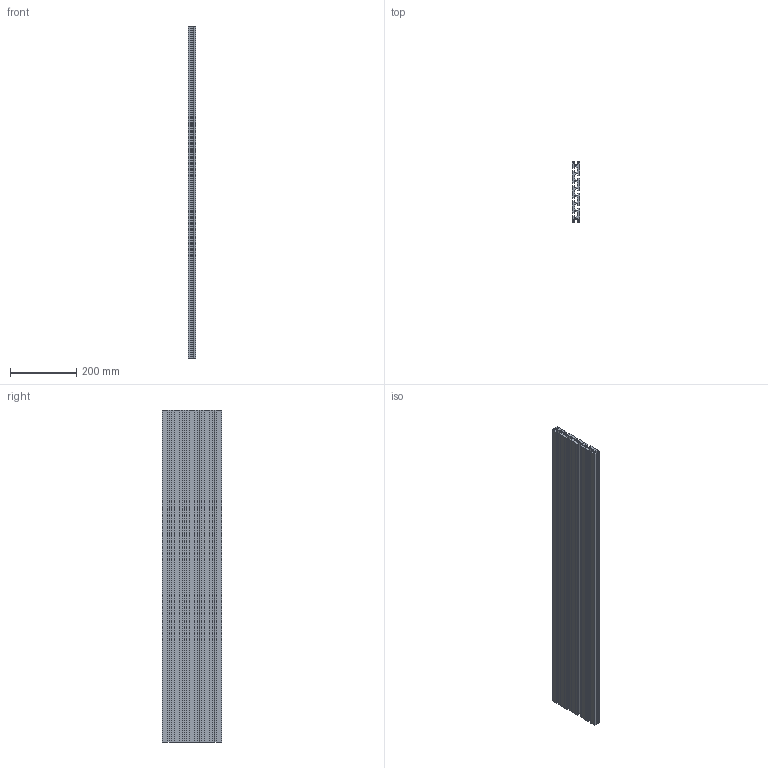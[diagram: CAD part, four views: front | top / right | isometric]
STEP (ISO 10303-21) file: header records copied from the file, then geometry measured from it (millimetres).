
FILE_DESCRIPTION((''),'2;1');
FILE_NAME('10019_PROFIL_22-5X180','2022-09-16T13:29:32',('PredragRovcanin'),('Audax d.o.o.'),'CREO PARAMETRIC BY PTC INC, 2020281','CREO PARAMETRIC BY PTC INC, 2020281','');
FILE_SCHEMA(('AUTOMOTIVE_DESIGN { 1 0 10303 214 1 1 1 1 }'));
Length unit declared in the file: millimetre
Products named in the file (1): 10019_PROFIL_22-5X180
Bounding box: 22.5 x 180 x 1000 mm (x, y, z)
Volume: 2211481.1 mm3; surface area: 784385.6 mm2
Topology: 1 solids, 1 shells, 183 faces, 543 edges, 362 vertices
Faces by surface type: plane 183
Entity records: 8131 total; most frequent: CARTESIAN_POINT 1091, ORIENTED_EDGE 1086, DIRECTION 911, PRESENTATION_STYLE_ASSIGNMENT 545, STYLED_ITEM 545, CURVE_STYLE 544, VECTOR 543, LINE 543
